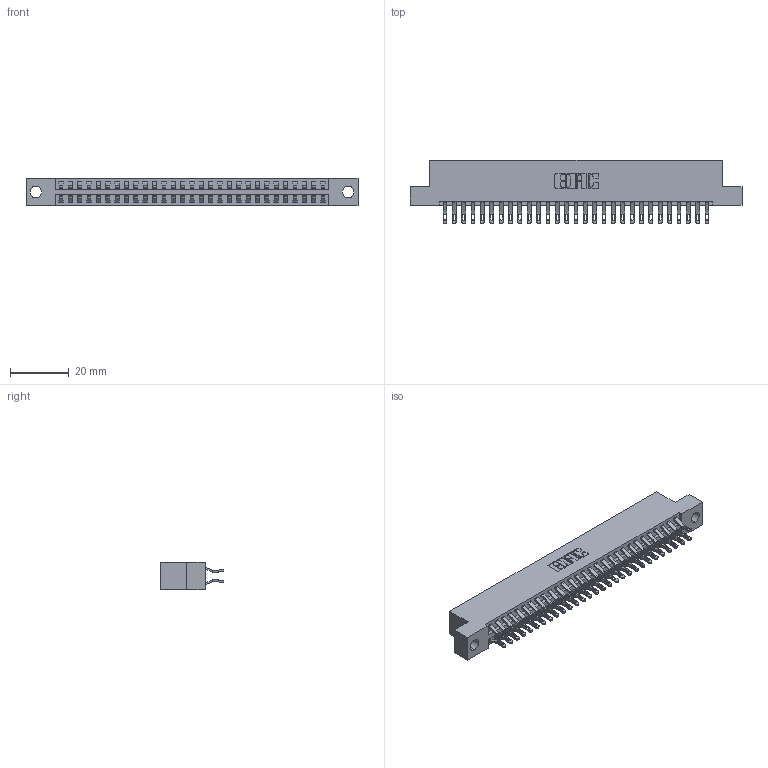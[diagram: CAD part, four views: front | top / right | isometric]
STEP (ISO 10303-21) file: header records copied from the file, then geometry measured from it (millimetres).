
FILE_DESCRIPTION (( 'STEP AP203' ), '1' );
FILE_NAME ('346-058-555-204.STEP', '2018-08-28T04:27:07', ( '' ), ( '' ), 'SwSTEP 2.0', 'SolidWorks 2016', '' );
FILE_SCHEMA (( 'CONFIG_CONTROL_DESIGN' ));
Length unit declared in the file: inch
Products named in the file (3): 346 Part_Flush Mounting Lugs - 0.156 Dia-TH; 345-292-001_555 Tail; 346-058-555-204
Assembly tree (59 placements, depth 2):
  346-058-555-204
    346 Part_Flush Mounting Lugs - 0.156 Dia-TH
    345-292-001_555 Tail  x58
Bounding box: 112.65 x 21.46 x 9.4 mm (x, y, z)
Volume: 10964.1 mm3; surface area: 15279.6 mm2
Topology: 59 solids, 59 shells, 3486 faces, 10943 edges, 7294 vertices
Faces by surface type: plane 1990, cylinder 1496
Entity records: 21005 total; most frequent: CARTESIAN_POINT 3514, ORIENTED_EDGE 3418, DIRECTION 3117, EDGE_CURVE 1709, VECTOR 1441, LINE 1441, VERTEX_POINT 1138, AXIS2_PLACEMENT_3D 838
